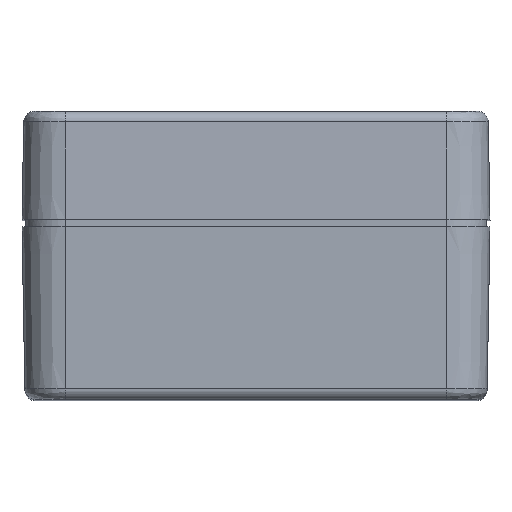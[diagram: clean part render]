
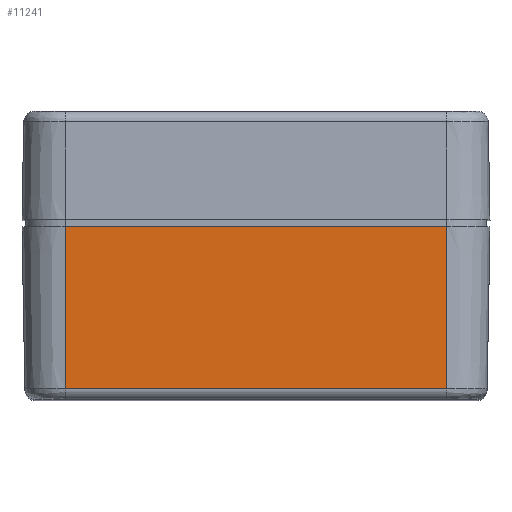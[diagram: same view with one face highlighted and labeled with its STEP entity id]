
A CAD part, top view. The second image highlights one B-rep face of the part: STEP entity #11241.
In plain terms, the highlighted planar face has unit normal (0, -0.018, 1).
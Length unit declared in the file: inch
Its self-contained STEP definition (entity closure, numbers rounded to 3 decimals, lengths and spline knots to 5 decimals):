
#4670 = CARTESIAN_POINT ( 'NONE',  ( -1.04287, 0.05824, 2.24838 ) ) ;
#4675 = CARTESIAN_POINT ( 'NONE',  ( 1.04374, 0.9451, 2.26386 ) ) ;
#4743 = CARTESIAN_POINT ( 'NONE',  ( -1.04287, 0.9451, 2.26386 ) ) ;
#4908 = CARTESIAN_POINT ( 'NONE',  ( 1.04374, 0.05824, 2.24838 ) ) ;
#5281 = VERTEX_POINT ( 'NONE', #4743 ) ;
#5351 = VERTEX_POINT ( 'NONE', #4675 ) ;
#5355 = VERTEX_POINT ( 'NONE', #4670 ) ;
#5409 = VERTEX_POINT ( 'NONE', #4908 ) ;
#7069 = CARTESIAN_POINT ( 'NONE',  ( -1.04287, 0.9451, 2.26386 ) ) ;
#7079 = PLANE ( 'NONE',  #15836 ) ;
#7092 = DIRECTION ( 'NONE',  ( 0., -0.017, 1. ) ) ;
#7093 = DIRECTION ( 'NONE',  ( 0., -1., -0.017 ) ) ;
#8448 = VECTOR ( 'NONE', #17963, 39.37008 ) ;
#8467 = LINE ( 'NONE', #17884, #8448 ) ;
#9169 = VECTOR ( 'NONE', #11797, 39.37008 ) ;
#9186 = LINE ( 'NONE', #11790, #9169 ) ;
#9218 = VECTOR ( 'NONE', #11729, 39.37008 ) ;
#9219 = LINE ( 'NONE', #11727, #9218 ) ;
#9251 = LINE ( 'NONE', #17872, #9256 ) ;
#9256 = VECTOR ( 'NONE', #17870, 39.37008 ) ;
#11241 = ADVANCED_FACE ( 'NONE', ( #15527 ), #7079, .T. ) ;
#11727 = CARTESIAN_POINT ( 'NONE',  ( -1.04287, 0.9451, 2.26386 ) ) ;
#11729 = DIRECTION ( 'NONE',  ( -1., 0., 0. ) ) ;
#11790 = CARTESIAN_POINT ( 'NONE',  ( 1.04374, 19646.15129, 345.17221 ) ) ;
#11797 = DIRECTION ( 'NONE',  ( 0., -1., -0.017 ) ) ;
#13327 = EDGE_CURVE ( 'NONE', #5351, #5409, #9186, .T. ) ;
#13400 = EDGE_CURVE ( 'NONE', #5351, #5281, #9219, .T. ) ;
#13461 = EDGE_CURVE ( 'NONE', #5409, #5355, #9251, .T. ) ;
#13500 = EDGE_CURVE ( 'NONE', #5281, #5355, #8467, .T. ) ;
#13558 = ORIENTED_EDGE ( 'NONE', *, *, #13500, .T. ) ;
#13560 = ORIENTED_EDGE ( 'NONE', *, *, #13400, .T. ) ;
#13562 = ORIENTED_EDGE ( 'NONE', *, *, #13327, .F. ) ;
#13564 = ORIENTED_EDGE ( 'NONE', *, *, #13461, .F. ) ;
#15093 = EDGE_LOOP ( 'NONE', ( #13564, #13562, #13560, #13558 ) ) ;
#15527 = FACE_OUTER_BOUND ( 'NONE', #15093, .T. ) ;
#15836 = AXIS2_PLACEMENT_3D ( 'NONE', #7069, #7092, #7093 ) ;
#17870 = DIRECTION ( 'NONE',  ( -1., 0., 0. ) ) ;
#17872 = CARTESIAN_POINT ( 'NONE',  ( -0.52122, 0.05824, 2.24838 ) ) ;
#17884 = CARTESIAN_POINT ( 'NONE',  ( -1.04287, 0.9451, 2.26386 ) ) ;
#17963 = DIRECTION ( 'NONE',  ( 0., -1., -0.017 ) ) ;
